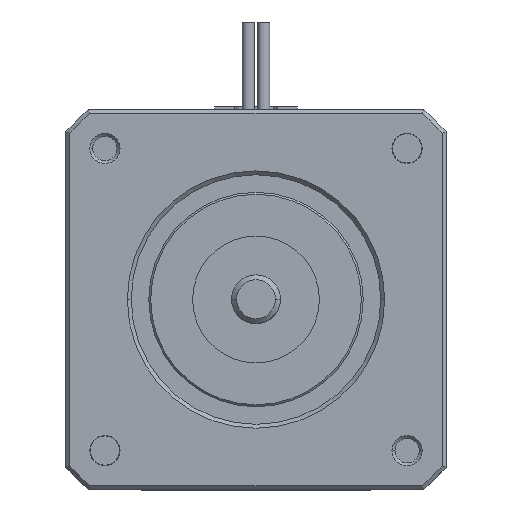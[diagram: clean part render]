
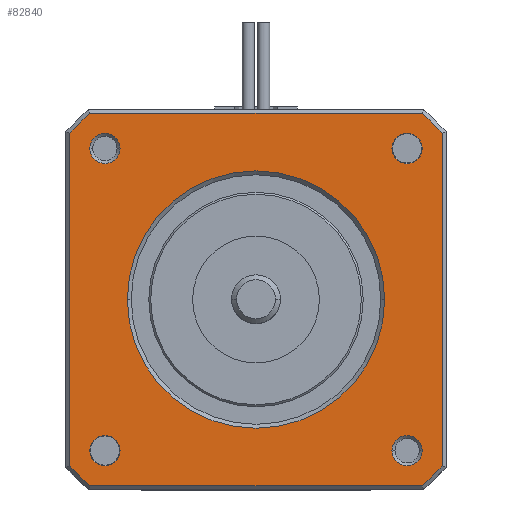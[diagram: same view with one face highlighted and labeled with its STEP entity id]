
A CAD part, top view. The second image highlights one B-rep face of the part: STEP entity #82840.
In plain terms, the highlighted planar face has unit normal (0, 0, 1).
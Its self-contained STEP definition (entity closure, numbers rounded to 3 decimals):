
#23350=CARTESIAN_POINT('',(17.05,-15.5,0.));
#23360=VERTEX_POINT('',#23350);
#23390=CARTESIAN_POINT('',(15.5,-15.5,0.));
#23400=DIRECTION('',(-0.,-0.,-1.));
#23410=DIRECTION('',(1.,0.,0.));
#23420=AXIS2_PLACEMENT_3D('',#23390,#23400,#23410);
#23430=CIRCLE('',#23420,1.55);
#23440=CARTESIAN_POINT('',(13.95,-15.5,0.));
#23450=VERTEX_POINT('',#23440);
#23460=EDGE_CURVE('',#23360,#23450,#23430,.T.);
#52270=CARTESIAN_POINT('',(-17.05,-15.5,0.));
#52280=VERTEX_POINT('',#52270);
#52310=CARTESIAN_POINT('',(-15.5,-15.5,0.));
#52320=DIRECTION('',(-0.,-0.,-1.));
#52330=DIRECTION('',(1.,0.,0.));
#52340=AXIS2_PLACEMENT_3D('',#52310,#52320,#52330);
#52350=CIRCLE('',#52340,1.55);
#52360=CARTESIAN_POINT('',(-13.95,-15.5,0.));
#52370=VERTEX_POINT('',#52360);
#52380=EDGE_CURVE('',#52280,#52370,#52350,.T.);
#54410=CARTESIAN_POINT('',(-13.95,15.5,0.));
#54420=VERTEX_POINT('',#54410);
#54450=CARTESIAN_POINT('',(-15.5,15.5,0.));
#54460=DIRECTION('',(-0.,-0.,-1.));
#54470=DIRECTION('',(1.,0.,0.));
#54480=AXIS2_PLACEMENT_3D('',#54450,#54460,#54470);
#54490=CIRCLE('',#54480,1.55);
#54500=CARTESIAN_POINT('',(-15.5,13.95,0.));
#54510=VERTEX_POINT('',#54500);
#54520=EDGE_CURVE('',#54420,#54510,#54490,.T.);
#54540=CARTESIAN_POINT('',(-17.05,15.5,0.));
#54550=VERTEX_POINT('',#54540);
#54560=EDGE_CURVE('',#54510,#54550,#54490,.T.);
#70670=CARTESIAN_POINT('',(-19.1,17.046,0.));
#70680=VERTEX_POINT('',#70670);
#70710=CARTESIAN_POINT('',(-19.1,0.,0.));
#70720=DIRECTION('',(0.,1.,-0.));
#70730=VECTOR('',#70720,1.);
#70740=LINE('',#70710,#70730);
#70750=CARTESIAN_POINT('',(-19.1,-17.046,
0.));
#70760=VERTEX_POINT('',#70750);
#70770=EDGE_CURVE('',#70760,#70680,#70740,.T.);
#71430=CARTESIAN_POINT('',(-17.046,-19.1,0.));
#71440=VERTEX_POINT('',#71430);
#71470=CARTESIAN_POINT('',(0.,-19.1,0.));
#71480=DIRECTION('',(-1.,0.,0.));
#71490=VECTOR('',#71480,1.);
#71500=LINE('',#71470,#71490);
#71510=CARTESIAN_POINT('',(17.046,-19.1,0.));
#71520=VERTEX_POINT('',#71510);
#71530=EDGE_CURVE('',#71520,#71440,#71500,.T.);
#73610=CARTESIAN_POINT('',(19.1,-17.046,0.));
#73620=VERTEX_POINT('',#73610);
#73650=CARTESIAN_POINT('',(19.1,0.,-0.));
#73660=DIRECTION('',(0.,-1.,0.));
#73670=VECTOR('',#73660,1.);
#73680=LINE('',#73650,#73670);
#73690=CARTESIAN_POINT('',(19.1,17.046,0.));
#73700=VERTEX_POINT('',#73690);
#73710=EDGE_CURVE('',#73700,#73620,#73680,.T.);
#75480=CARTESIAN_POINT('',(13.2,0.,
0.));
#75490=VERTEX_POINT('',#75480);
#75520=CARTESIAN_POINT('',(0.,0.,
0.));
#75530=DIRECTION('',(-0.,-0.,-1.));
#75540=DIRECTION('',(1.,0.,0.));
#75550=AXIS2_PLACEMENT_3D('',#75520,#75530,#75540);
#75560=CIRCLE('',#75550,13.2);
#75570=CARTESIAN_POINT('',(-13.2,0.,
0.));
#75580=VERTEX_POINT('',#75570);
#75590=EDGE_CURVE('',#75490,#75580,#75560,.T.);
#81590=CARTESIAN_POINT('',(17.046,19.1,0.));
#81600=VERTEX_POINT('',#81590);
#81630=CARTESIAN_POINT('',(0.,19.1,0.));
#81640=DIRECTION('',(1.,0.,-0.));
#81650=VECTOR('',#81640,1.);
#81660=LINE('',#81630,#81650);
#81670=CARTESIAN_POINT('',(-17.046,19.1,
0.));
#81680=VERTEX_POINT('',#81670);
#81690=EDGE_CURVE('',#81680,#81600,#81660,.T.);
#81930=CARTESIAN_POINT('',(0.,0.,0.
));
#81940=DIRECTION('',(-0.,-0.,1.));
#81950=DIRECTION('',(-1.,0.,-0.));
#81960=AXIS2_PLACEMENT_3D('',#81930,#81940,#81950);
#81970=CIRCLE('',#81960,25.6);
#81980=EDGE_CURVE('',#81680,#70680,#81970,.T.);
#82060=CARTESIAN_POINT('',(0.,0.,0.)
);
#82070=DIRECTION('',(-0.,-0.,1.));
#82080=DIRECTION('',(-1.,0.,-0.));
#82090=AXIS2_PLACEMENT_3D('',#82060,#82070,#82080);
#82100=CIRCLE('',#82090,25.6);
#82110=EDGE_CURVE('',#70760,#71440,#82100,.T.);
#82170=CARTESIAN_POINT('',(-19.1,-19.1,0.));
#82180=DIRECTION('',(0.,0.,1.));
#82190=DIRECTION('',(1.,0.,-0.));
#82200=AXIS2_PLACEMENT_3D('',#82170,#82180,#82190);
#82210=PLANE('',#82200);
#82220=ORIENTED_EDGE('',*,*,#82110,.T.);
#82230=ORIENTED_EDGE('',*,*,#70770,.F.);
#82240=ORIENTED_EDGE('',*,*,#81980,.T.);
#82250=ORIENTED_EDGE('',*,*,#81690,.F.);
#82260=CARTESIAN_POINT('',(0.,0.,
0.));
#82270=DIRECTION('',(-0.,-0.,1.));
#82280=DIRECTION('',(-1.,0.,-0.));
#82290=AXIS2_PLACEMENT_3D('',#82260,#82270,#82280);
#82300=CIRCLE('',#82290,25.6);
#82310=EDGE_CURVE('',#73700,#81600,#82300,.T.);
#82320=ORIENTED_EDGE('',*,*,#82310,.T.);
#82330=ORIENTED_EDGE('',*,*,#73710,.F.);
#82340=CARTESIAN_POINT('',(0.,0.,0.))
;
#82350=DIRECTION('',(-0.,-0.,1.));
#82360=DIRECTION('',(-1.,0.,-0.));
#82370=AXIS2_PLACEMENT_3D('',#82340,#82350,#82360);
#82380=CIRCLE('',#82370,25.6);
#82390=EDGE_CURVE('',#71520,#73620,#82380,.T.);
#82400=ORIENTED_EDGE('',*,*,#82390,.T.);
#82410=ORIENTED_EDGE('',*,*,#71530,.F.);
#82420=EDGE_LOOP('',(#82410,#82400,#82330,#82320,#82250,#82240,#82230,
#82220));
#82430=FACE_OUTER_BOUND('',#82420,.T.);
#82440=EDGE_CURVE('',#75580,#75490,#75560,.T.);
#82450=ORIENTED_EDGE('',*,*,#82440,.T.);
#82460=ORIENTED_EDGE('',*,*,#75590,.T.);
#82470=EDGE_LOOP('',(#82460,#82450));
#82480=FACE_BOUND('',#82470,.T.);
#82490=CARTESIAN_POINT('',(15.5,15.5,0.));
#82500=DIRECTION('',(-0.,-0.,-1.));
#82510=DIRECTION('',(1.,0.,0.));
#82520=AXIS2_PLACEMENT_3D('',#82490,#82500,#82510);
#82530=CIRCLE('',#82520,1.55);
#82540=CARTESIAN_POINT('',(13.95,15.5,0.));
#82550=VERTEX_POINT('',#82540);
#82560=CARTESIAN_POINT('',(17.05,15.5,0.));
#82570=VERTEX_POINT('',#82560);
#82580=EDGE_CURVE('',#82550,#82570,#82530,.T.);
#82590=ORIENTED_EDGE('',*,*,#82580,.T.);
#82600=EDGE_CURVE('',#82570,#82550,#82530,.T.);
#82610=ORIENTED_EDGE('',*,*,#82600,.T.);
#82620=EDGE_LOOP('',(#82610,#82590));
#82630=FACE_BOUND('',#82620,.T.);
#82640=EDGE_CURVE('',#54550,#54420,#54490,.T.);
#82650=ORIENTED_EDGE('',*,*,#82640,.T.);
#82660=ORIENTED_EDGE('',*,*,#54560,.T.);
#82670=ORIENTED_EDGE('',*,*,#54520,.T.);
#82680=EDGE_LOOP('',(#82670,#82660,#82650));
#82690=FACE_BOUND('',#82680,.T.);
#82700=EDGE_CURVE('',#52370,#52280,#52350,.T.);
#82710=ORIENTED_EDGE('',*,*,#82700,.T.);
#82720=ORIENTED_EDGE('',*,*,#52380,.T.);
#82730=EDGE_LOOP('',(#82720,#82710));
#82740=FACE_BOUND('',#82730,.T.);
#82750=ORIENTED_EDGE('',*,*,#23460,.T.);
#82760=CARTESIAN_POINT('',(15.5,-13.95,0.));
#82770=VERTEX_POINT('',#82760);
#82780=EDGE_CURVE('',#82770,#23360,#23430,.T.);
#82790=ORIENTED_EDGE('',*,*,#82780,.T.);
#82800=EDGE_CURVE('',#23450,#82770,#23430,.T.);
#82810=ORIENTED_EDGE('',*,*,#82800,.T.);
#82820=EDGE_LOOP('',(#82810,#82790,#82750));
#82830=FACE_BOUND('',#82820,.T.);
#82840=ADVANCED_FACE('',(#82430,#82480,#82630,#82690,#82740,#82830),
#82210,.T.);
